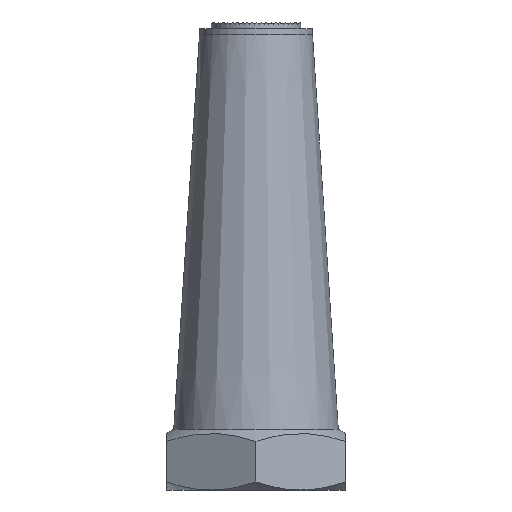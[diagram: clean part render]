
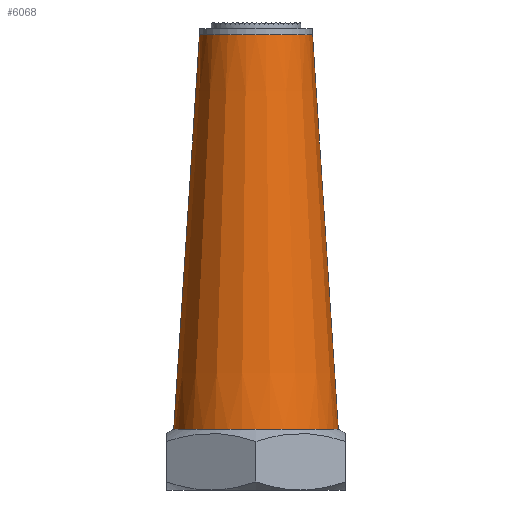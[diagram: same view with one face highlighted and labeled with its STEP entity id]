
A CAD part, front view. The second image highlights one B-rep face of the part: STEP entity #6068.
In plain terms, the highlighted conical face has half-angle 3.742 degrees and reference radius 8.74 mm.
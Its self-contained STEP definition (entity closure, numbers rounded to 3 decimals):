
#466 = FACE_OUTER_BOUND ( 'NONE', #7936, .T. ) ;
#694 = CARTESIAN_POINT ( 'NONE',  ( 6., 0., 48.333 ) ) ;
#1886 = CIRCLE ( 'NONE', #7092, 6. ) ;
#2466 = AXIS2_PLACEMENT_3D ( 'NONE', #8708, #3725, #7085 ) ;
#2761 = LINE ( 'NONE', #12726, #2953 ) ;
#2764 = CARTESIAN_POINT ( 'NONE',  ( 0., 0., 48.333 ) ) ;
#2871 = EDGE_CURVE ( 'NONE', #6367, #4657, #13286, .T. ) ;
#2953 = VECTOR ( 'NONE', #4810, 1000. ) ;
#3725 = DIRECTION ( 'NONE',  ( 0., 0., -1. ) ) ;
#4313 = ORIENTED_EDGE ( 'NONE', *, *, #10780, .T. ) ;
#4657 = VERTEX_POINT ( 'NONE', #7771 ) ;
#4810 = DIRECTION ( 'NONE',  ( -0.065, 0., -0.998 ) ) ;
#6068 = ADVANCED_FACE ( 'NONE', ( #466 ), #10415, .T. ) ;
#6367 = VERTEX_POINT ( 'NONE', #18851 ) ;
#7085 = DIRECTION ( 'NONE',  ( 1., 0., 0. ) ) ;
#7092 = AXIS2_PLACEMENT_3D ( 'NONE', #2764, #11206, #15974 ) ;
#7424 = CARTESIAN_POINT ( 'NONE',  ( -6., 0., 48.333 ) ) ;
#7771 = CARTESIAN_POINT ( 'NONE',  ( -8.74, 0., 6.439 ) ) ;
#7936 = EDGE_LOOP ( 'NONE', ( #10833, #4313, #13844, #13741 ) ) ;
#8451 = CARTESIAN_POINT ( 'NONE',  ( 0., 0., 6.439 ) ) ;
#8554 = VECTOR ( 'NONE', #18081, 1000. ) ;
#8708 = CARTESIAN_POINT ( 'NONE',  ( 0., 0., 6.439 ) ) ;
#9121 = AXIS2_PLACEMENT_3D ( 'NONE', #8451, #11808, #13862 ) ;
#9753 = CARTESIAN_POINT ( 'NONE',  ( 8.74, 0., 6.439 ) ) ;
#10415 = CONICAL_SURFACE ( 'NONE', #2466, 8.74, 0.065 ) ;
#10780 = EDGE_CURVE ( 'NONE', #11858, #4657, #2761, .T. ) ;
#10833 = ORIENTED_EDGE ( 'NONE', *, *, #11969, .T. ) ;
#11206 = DIRECTION ( 'NONE',  ( 0., 0., -1. ) ) ;
#11808 = DIRECTION ( 'NONE',  ( 0., 0., -1. ) ) ;
#11858 = VERTEX_POINT ( 'NONE', #7424 ) ;
#11969 = EDGE_CURVE ( 'NONE', #16198, #11858, #1886, .T. ) ;
#12726 = CARTESIAN_POINT ( 'NONE',  ( -8.74, 0., 6.439 ) ) ;
#13286 = CIRCLE ( 'NONE', #9121, 8.74 ) ;
#13741 = ORIENTED_EDGE ( 'NONE', *, *, #19772, .F. ) ;
#13844 = ORIENTED_EDGE ( 'NONE', *, *, #2871, .F. ) ;
#13862 = DIRECTION ( 'NONE',  ( 1., 0., 0. ) ) ;
#15974 = DIRECTION ( 'NONE',  ( 1., 0., 0. ) ) ;
#16198 = VERTEX_POINT ( 'NONE', #694 ) ;
#17767 = LINE ( 'NONE', #9753, #8554 ) ;
#18081 = DIRECTION ( 'NONE',  ( 0.065, 0., -0.998 ) ) ;
#18851 = CARTESIAN_POINT ( 'NONE',  ( 8.74, 0., 6.439 ) ) ;
#19772 = EDGE_CURVE ( 'NONE', #16198, #6367, #17767, .T. ) ;
